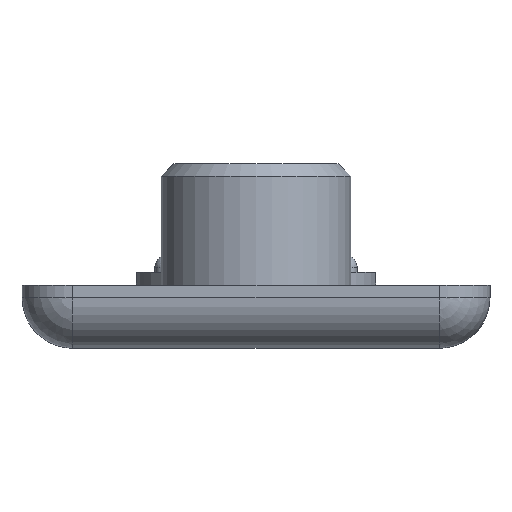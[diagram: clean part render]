
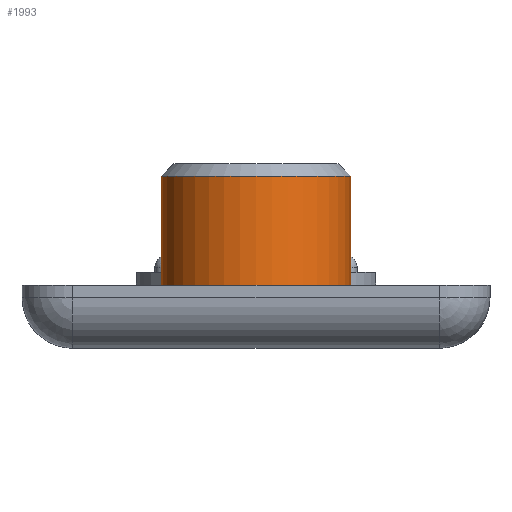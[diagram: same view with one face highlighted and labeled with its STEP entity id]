
A CAD part, front view. The second image highlights one B-rep face of the part: STEP entity #1993.
In plain terms, the highlighted cylindrical face has radius 3.75 mm (diameter 7.5 mm), a partial arc.
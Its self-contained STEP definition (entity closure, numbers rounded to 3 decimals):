
#13 = EDGE_CURVE ( 'NONE', #318, #31, #447, .T. ) ;
#31 = VERTEX_POINT ( 'NONE', #420 ) ;
#148 = EDGE_CURVE ( 'NONE', #326, #172, #708, .T. ) ;
#172 = VERTEX_POINT ( 'NONE', #795 ) ;
#309 = EDGE_CURVE ( 'NONE', #172, #31, #1104, .T. ) ;
#318 = VERTEX_POINT ( 'NONE', #1097 ) ;
#326 = VERTEX_POINT ( 'NONE', #1076 ) ;
#420 = CARTESIAN_POINT ( 'NONE',  ( 3.75, -6.5, 2.5 ) ) ;
#429 = DIRECTION ( 'NONE',  ( 0., 0., -1. ) ) ;
#430 = VECTOR ( 'NONE', #429, 1000. ) ;
#446 = CARTESIAN_POINT ( 'NONE',  ( 3.75, -6.5, 7.3 ) ) ;
#447 = LINE ( 'NONE', #446, #430 ) ;
#703 = CARTESIAN_POINT ( 'NONE',  ( -3.75, -6.5, 7.3 ) ) ;
#706 = DIRECTION ( 'NONE',  ( 0., 0., -1. ) ) ;
#707 = VECTOR ( 'NONE', #706, 1000. ) ;
#708 = LINE ( 'NONE', #703, #707 ) ;
#795 = CARTESIAN_POINT ( 'NONE',  ( -3.75, -6.5, 2.5 ) ) ;
#1076 = CARTESIAN_POINT ( 'NONE',  ( -3.75, -6.5, 6.8 ) ) ;
#1097 = CARTESIAN_POINT ( 'NONE',  ( 3.75, -6.5, 6.8 ) ) ;
#1101 = DIRECTION ( 'NONE',  ( 1., 0., 0. ) ) ;
#1102 = DIRECTION ( 'NONE',  ( 0., 0., 1. ) ) ;
#1103 = AXIS2_PLACEMENT_3D ( 'NONE', #1105, #1102, #1101 ) ;
#1104 = CIRCLE ( 'NONE', #1103, 3.75 ) ;
#1105 = CARTESIAN_POINT ( 'NONE',  ( 0., -6.5, 2.5 ) ) ;
#1754 = CARTESIAN_POINT ( 'NONE',  ( 0., -6.5, 7.3 ) ) ;
#1785 = CYLINDRICAL_SURFACE ( 'NONE', #1872, 3.75 ) ;
#1786 = FACE_OUTER_BOUND ( 'NONE', #1991, .T. ) ;
#1814 = DIRECTION ( 'NONE',  ( -1., 0., 0. ) ) ;
#1815 = DIRECTION ( 'NONE',  ( 0., 0., -1. ) ) ;
#1849 = CARTESIAN_POINT ( 'NONE',  ( 0., -6.5, 6.8 ) ) ;
#1853 = CIRCLE ( 'NONE', #1931, 3.75 ) ;
#1872 = AXIS2_PLACEMENT_3D ( 'NONE', #1754, #1815, #1814 ) ;
#1929 = DIRECTION ( 'NONE',  ( 1., 0., 0. ) ) ;
#1930 = DIRECTION ( 'NONE',  ( 0., 0., -1. ) ) ;
#1931 = AXIS2_PLACEMENT_3D ( 'NONE', #1849, #1930, #1929 ) ;
#1991 = EDGE_LOOP ( 'NONE', ( #2224, #2039, #2006, #2029 ) ) ;
#1993 = ADVANCED_FACE ( 'NONE', ( #1786 ), #1785, .T. ) ;
#2006 = ORIENTED_EDGE ( 'NONE', *, *, #148, .T. ) ;
#2028 = EDGE_CURVE ( 'NONE', #318, #326, #1853, .T. ) ;
#2029 = ORIENTED_EDGE ( 'NONE', *, *, #309, .T. ) ;
#2039 = ORIENTED_EDGE ( 'NONE', *, *, #2028, .T. ) ;
#2224 = ORIENTED_EDGE ( 'NONE', *, *, #13, .F. ) ;
